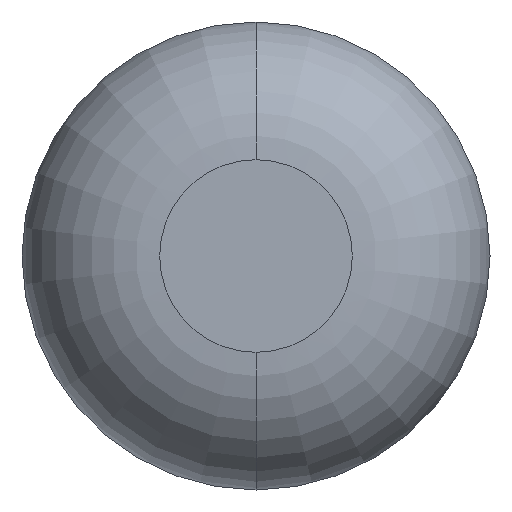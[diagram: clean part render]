
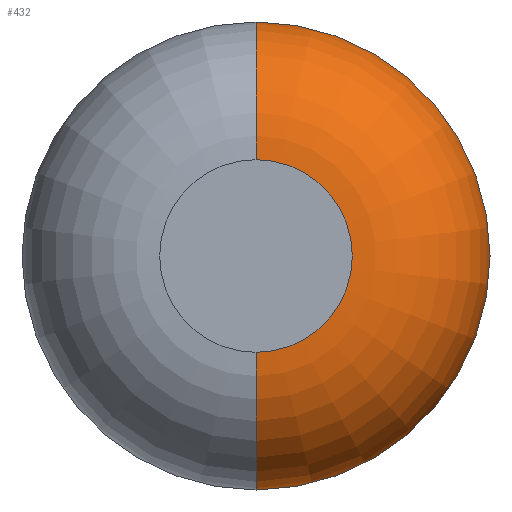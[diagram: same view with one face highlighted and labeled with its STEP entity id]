
A CAD part, front view. The second image highlights one B-rep face of the part: STEP entity #432.
In plain terms, the highlighted toroidal (fillet/blend) face has major radius 0.21 mm and minor radius 0.3 mm.
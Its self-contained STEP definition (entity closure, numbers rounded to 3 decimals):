
#14 = EDGE_CURVE ( 'NONE', #453, #85, #185, .T. ) ;
#69 = DIRECTION ( 'NONE',  ( 0., 1., 0. ) ) ;
#84 = DIRECTION ( 'NONE',  ( 0., 0., 1. ) ) ;
#85 = VERTEX_POINT ( 'NONE', #311 ) ;
#106 = DIRECTION ( 'NONE',  ( 0., 0., 1. ) ) ;
#108 = CARTESIAN_POINT ( 'NONE',  ( 0., 0., 0. ) ) ;
#119 = AXIS2_PLACEMENT_3D ( 'NONE', #108, #522, #447 ) ;
#124 = CARTESIAN_POINT ( 'NONE',  ( 0., 0., 0.21 ) ) ;
#131 = CARTESIAN_POINT ( 'NONE',  ( 0., 0.3, 0. ) ) ;
#132 = ORIENTED_EDGE ( 'NONE', *, *, #14, .F. ) ;
#137 = DIRECTION ( 'NONE',  ( 0., 1., 0. ) ) ;
#171 = DIRECTION ( 'NONE',  ( 1., 0., 0. ) ) ;
#185 = CIRCLE ( 'NONE', #245, 0.51 ) ;
#191 = EDGE_LOOP ( 'NONE', ( #275, #209, #132, #230 ) ) ;
#209 = ORIENTED_EDGE ( 'NONE', *, *, #300, .T. ) ;
#212 = CARTESIAN_POINT ( 'NONE',  ( 0., 0.3, -0.21 ) ) ;
#213 = DIRECTION ( 'NONE',  ( 0., 0., -1. ) ) ;
#227 = EDGE_CURVE ( 'NONE', #322, #453, #295, .T. ) ;
#229 = TOROIDAL_SURFACE ( 'NONE', #327, 0.21, 0.3 ) ;
#230 = ORIENTED_EDGE ( 'NONE', *, *, #227, .F. ) ;
#232 = CARTESIAN_POINT ( 'NONE',  ( 0., 0.3, 0.51 ) ) ;
#235 = DIRECTION ( 'NONE',  ( 0., 0., 1. ) ) ;
#236 = VERTEX_POINT ( 'NONE', #293 ) ;
#245 = AXIS2_PLACEMENT_3D ( 'NONE', #267, #137, #235 ) ;
#267 = CARTESIAN_POINT ( 'NONE',  ( 0., 0.3, 0. ) ) ;
#275 = ORIENTED_EDGE ( 'NONE', *, *, #446, .F. ) ;
#293 = CARTESIAN_POINT ( 'NONE',  ( 0., 0., -0.21 ) ) ;
#295 = CIRCLE ( 'NONE', #458, 0.3 ) ;
#300 = EDGE_CURVE ( 'NONE', #236, #85, #473, .T. ) ;
#311 = CARTESIAN_POINT ( 'NONE',  ( 0., 0.3, -0.51 ) ) ;
#322 = VERTEX_POINT ( 'NONE', #124 ) ;
#327 = AXIS2_PLACEMENT_3D ( 'NONE', #131, #69, #106 ) ;
#336 = CARTESIAN_POINT ( 'NONE',  ( 0., 0.3, 0.21 ) ) ;
#364 = FACE_OUTER_BOUND ( 'NONE', #191, .T. ) ;
#374 = CIRCLE ( 'NONE', #119, 0.21 ) ;
#380 = DIRECTION ( 'NONE',  ( -1., 0., 0. ) ) ;
#432 = ADVANCED_FACE ( 'NONE', ( #364 ), #229, .T. ) ;
#444 = AXIS2_PLACEMENT_3D ( 'NONE', #212, #171, #213 ) ;
#446 = EDGE_CURVE ( 'NONE', #236, #322, #374, .T. ) ;
#447 = DIRECTION ( 'NONE',  ( 0., 0., 1. ) ) ;
#453 = VERTEX_POINT ( 'NONE', #232 ) ;
#458 = AXIS2_PLACEMENT_3D ( 'NONE', #336, #380, #84 ) ;
#473 = CIRCLE ( 'NONE', #444, 0.3 ) ;
#522 = DIRECTION ( 'NONE',  ( 0., -1., 0. ) ) ;
